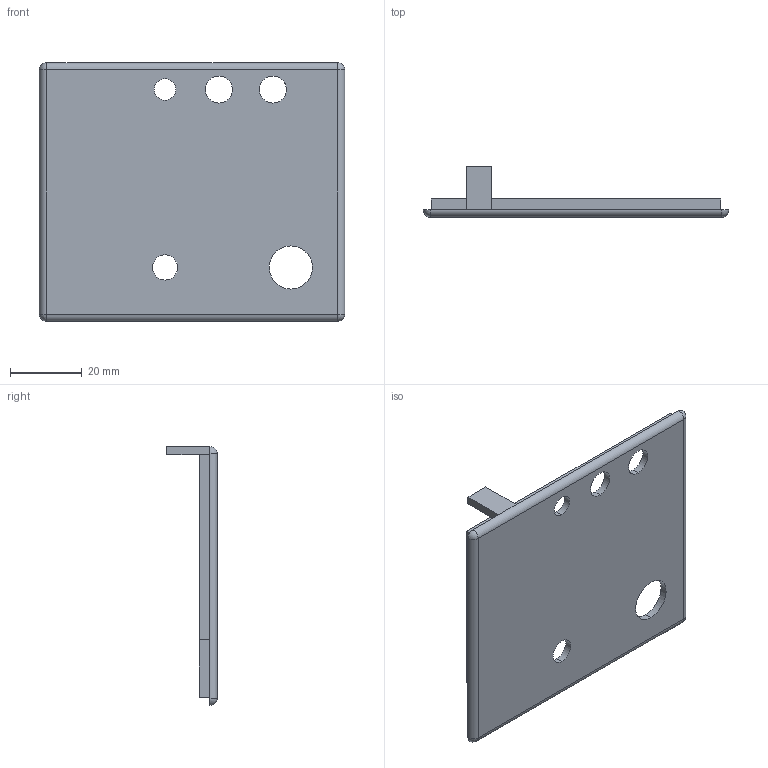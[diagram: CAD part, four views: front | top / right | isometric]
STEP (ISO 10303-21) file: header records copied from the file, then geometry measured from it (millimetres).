
FILE_DESCRIPTION (( 'STEP AP214' ), '1' );
FILE_NAME ('COUVERCLE STATION EXT.STEP', '2024-06-10T12:32:00', ( '' ), ( '' ), 'SwSTEP 2.0', 'SolidWorks 2023', '' );
FILE_SCHEMA (( 'AUTOMOTIVE_DESIGN' ));
Length unit declared in the file: millimetre
Products named in the file (1): COUVERCLE STATION EXT
Bounding box: 85 x 14 x 72 mm (x, y, z)
Volume: 13341.9 mm3; surface area: 14209.8 mm2
Topology: 1 solids, 1 shells, 42 faces, 119 edges, 74 vertices
Faces by surface type: plane 24, cylinder 14, sphere 4
Entity records: 1374 total; most frequent: DIRECTION 237, CARTESIAN_POINT 232, ORIENTED_EDGE 230, EDGE_CURVE 115, LINE 79, VECTOR 79, AXIS2_PLACEMENT_3D 79, VERTEX_POINT 74
